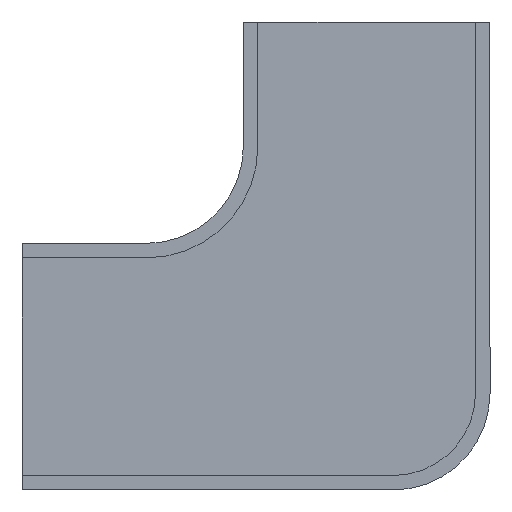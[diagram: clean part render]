
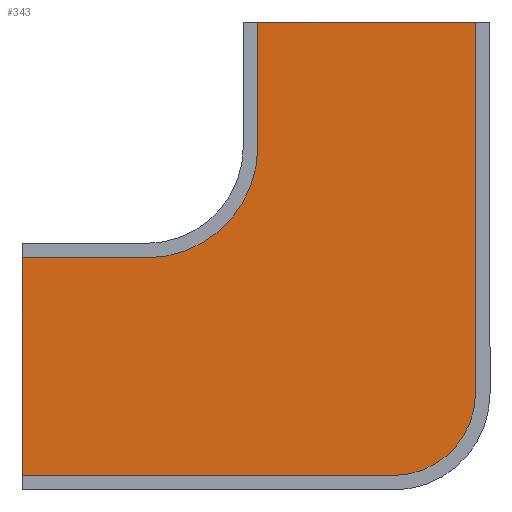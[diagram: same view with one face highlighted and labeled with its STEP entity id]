
A CAD part, front view. The second image highlights one B-rep face of the part: STEP entity #343.
In plain terms, the highlighted planar face has unit normal (0, -1, 0).
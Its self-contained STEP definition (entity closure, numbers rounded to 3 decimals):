
#21 = FACE_OUTER_BOUND ( 'NONE', #97, .T. ) ;
#27 = CARTESIAN_POINT ( 'NONE',  ( -9.05, 8.15, -0.15 ) ) ;
#53 = CARTESIAN_POINT ( 'NONE',  ( 11.35, 8.15, -18.15 ) ) ;
#58 = CARTESIAN_POINT ( 'NONE',  ( 0.15, 8.15, 9.05 ) ) ;
#59 = CARTESIAN_POINT ( 'NONE',  ( 0.15, 8.15, 19.35 ) ) ;
#69 = CARTESIAN_POINT ( 'NONE',  ( -19.35, 8.15, -18.15 ) ) ;
#73 = LINE ( 'NONE', #145, #510 ) ;
#88 = DIRECTION ( 'NONE',  ( 0., 0., 1. ) ) ;
#93 = EDGE_CURVE ( 'NONE', #604, #404, #304, .T. ) ;
#97 = EDGE_LOOP ( 'NONE', ( #246, #210, #446, #528, #478, #121, #555, #388 ) ) ;
#107 = LINE ( 'NONE', #372, #590 ) ;
#108 = VECTOR ( 'NONE', #337, 1000. ) ;
#113 = CARTESIAN_POINT ( 'NONE',  ( 11.35, 8.15, -11.35 ) ) ;
#121 = ORIENTED_EDGE ( 'NONE', *, *, #418, .F. ) ;
#122 = CARTESIAN_POINT ( 'NONE',  ( -9.05, 8.15, 9.05 ) ) ;
#123 = EDGE_CURVE ( 'NONE', #278, #604, #73, .T. ) ;
#132 = VERTEX_POINT ( 'NONE', #464 ) ;
#137 = EDGE_CURVE ( 'NONE', #165, #344, #270, .T. ) ;
#145 = CARTESIAN_POINT ( 'NONE',  ( -1.05, 8.15, 19.35 ) ) ;
#146 = VECTOR ( 'NONE', #334, 1000. ) ;
#165 = VERTEX_POINT ( 'NONE', #53 ) ;
#168 = DIRECTION ( 'NONE',  ( 0., 1., 0. ) ) ;
#175 = VECTOR ( 'NONE', #373, 1000. ) ;
#176 = DIRECTION ( 'NONE',  ( 0., 0., 1. ) ) ;
#181 = AXIS2_PLACEMENT_3D ( 'NONE', #524, #255, #570 ) ;
#183 = CIRCLE ( 'NONE', #181, 6.8 ) ;
#184 = EDGE_CURVE ( 'NONE', #344, #132, #243, .T. ) ;
#189 = CARTESIAN_POINT ( 'NONE',  ( 18.15, 8.15, 19.35 ) ) ;
#197 = CARTESIAN_POINT ( 'NONE',  ( -19.35, 8.15, -18.15 ) ) ;
#203 = CARTESIAN_POINT ( 'NONE',  ( -19.35, 8.15, -0.15 ) ) ;
#210 = ORIENTED_EDGE ( 'NONE', *, *, #294, .F. ) ;
#236 = EDGE_CURVE ( 'NONE', #132, #435, #592, .T. ) ;
#243 = LINE ( 'NONE', #560, #108 ) ;
#246 = ORIENTED_EDGE ( 'NONE', *, *, #137, .F. ) ;
#249 = DIRECTION ( 'NONE',  ( 1., 0., 0. ) ) ;
#254 = VERTEX_POINT ( 'NONE', #58 ) ;
#255 = DIRECTION ( 'NONE',  ( 0., 1., 0. ) ) ;
#270 = LINE ( 'NONE', #197, #146 ) ;
#278 = VERTEX_POINT ( 'NONE', #59 ) ;
#294 = EDGE_CURVE ( 'NONE', #404, #165, #183, .T. ) ;
#304 = LINE ( 'NONE', #551, #175 ) ;
#329 = DIRECTION ( 'NONE',  ( 1., 0., 0. ) ) ;
#334 = DIRECTION ( 'NONE',  ( -1., 0., 0. ) ) ;
#337 = DIRECTION ( 'NONE',  ( 0., 0., 1. ) ) ;
#343 = ADVANCED_FACE ( 'NONE', ( #21 ), #399, .F. ) ;
#344 = VERTEX_POINT ( 'NONE', #69 ) ;
#372 = CARTESIAN_POINT ( 'NONE',  ( 0.15, 8.15, 9.05 ) ) ;
#373 = DIRECTION ( 'NONE',  ( 0., 0., -1. ) ) ;
#385 = CIRCLE ( 'NONE', #581, 9.2 ) ;
#388 = ORIENTED_EDGE ( 'NONE', *, *, #184, .F. ) ;
#396 = AXIS2_PLACEMENT_3D ( 'NONE', #113, #168, #481 ) ;
#399 = PLANE ( 'NONE',  #396 ) ;
#404 = VERTEX_POINT ( 'NONE', #489 ) ;
#418 = EDGE_CURVE ( 'NONE', #435, #254, #385, .T. ) ;
#435 = VERTEX_POINT ( 'NONE', #27 ) ;
#445 = DIRECTION ( 'NONE',  ( 0., -1., 0. ) ) ;
#446 = ORIENTED_EDGE ( 'NONE', *, *, #93, .F. ) ;
#464 = CARTESIAN_POINT ( 'NONE',  ( -19.35, 8.15, -0.15 ) ) ;
#478 = ORIENTED_EDGE ( 'NONE', *, *, #606, .F. ) ;
#481 = DIRECTION ( 'NONE',  ( 0., 0., 1. ) ) ;
#489 = CARTESIAN_POINT ( 'NONE',  ( 18.15, 8.15, -11.35 ) ) ;
#510 = VECTOR ( 'NONE', #329, 1000. ) ;
#524 = CARTESIAN_POINT ( 'NONE',  ( 11.35, 8.15, -11.35 ) ) ;
#528 = ORIENTED_EDGE ( 'NONE', *, *, #123, .F. ) ;
#551 = CARTESIAN_POINT ( 'NONE',  ( 18.15, 8.15, 19.35 ) ) ;
#555 = ORIENTED_EDGE ( 'NONE', *, *, #236, .F. ) ;
#560 = CARTESIAN_POINT ( 'NONE',  ( -19.35, 8.15, 1.05 ) ) ;
#570 = DIRECTION ( 'NONE',  ( 0., 0., 1. ) ) ;
#575 = VECTOR ( 'NONE', #249, 1000. ) ;
#581 = AXIS2_PLACEMENT_3D ( 'NONE', #122, #445, #176 ) ;
#590 = VECTOR ( 'NONE', #88, 1000. ) ;
#592 = LINE ( 'NONE', #203, #575 ) ;
#604 = VERTEX_POINT ( 'NONE', #189 ) ;
#606 = EDGE_CURVE ( 'NONE', #254, #278, #107, .T. ) ;
